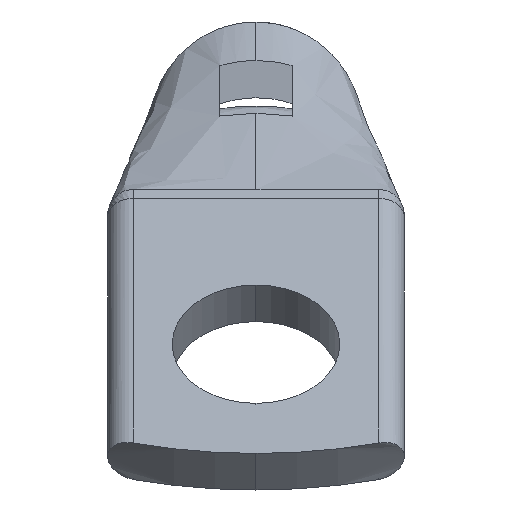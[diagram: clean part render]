
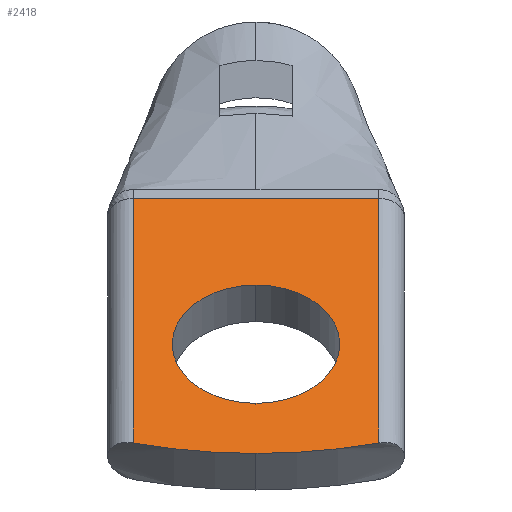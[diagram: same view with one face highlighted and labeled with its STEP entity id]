
A CAD part, top view. The second image highlights one B-rep face of the part: STEP entity #2418.
In plain terms, the highlighted planar face has unit normal (0, 0.707, 0.707).
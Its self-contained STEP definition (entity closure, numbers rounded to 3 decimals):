
#102 = EDGE_CURVE ( 'NONE', #2665, #2797, #2886, .T. ) ;
#167 = DIRECTION ( 'NONE',  ( 0., -0.707, 0.707 ) ) ;
#170 = CIRCLE ( 'NONE', #3389, 20. ) ;
#321 = DIRECTION ( 'NONE',  ( 0., -0.707, 0.707 ) ) ;
#339 = DIRECTION ( 'NONE',  ( 0., -0.707, -0.707 ) ) ;
#465 = VERTEX_POINT ( 'NONE', #2649 ) ;
#484 = ORIENTED_EDGE ( 'NONE', *, *, #2686, .F. ) ;
#498 = PLANE ( 'NONE',  #2471 ) ;
#525 = EDGE_LOOP ( 'NONE', ( #2437, #484, #2098, #1063, #1843 ) ) ;
#531 = CARTESIAN_POINT ( 'NONE',  ( -4.75, 1.646, 7.354 ) ) ;
#650 = VERTEX_POINT ( 'NONE', #1415 ) ;
#701 = EDGE_CURVE ( 'NONE', #650, #3507, #972, .T. ) ;
#703 = DIRECTION ( 'NONE',  ( 0., -0.707, 0.707 ) ) ;
#716 = VERTEX_POINT ( 'NONE', #879 ) ;
#719 = CARTESIAN_POINT ( 'NONE',  ( 0., -4.01, 13.01 ) ) ;
#770 = CARTESIAN_POINT ( 'NONE',  ( 4.75, 1.646, 7.354 ) ) ;
#797 = AXIS2_PLACEMENT_3D ( 'NONE', #2465, #339, #321 ) ;
#879 = CARTESIAN_POINT ( 'NONE',  ( 4.75, -7.848, 16.848 ) ) ;
#972 = CIRCLE ( 'NONE', #797, 20. ) ;
#974 = CIRCLE ( 'NONE', #3279, 3.25 ) ;
#1063 = ORIENTED_EDGE ( 'NONE', *, *, #3046, .T. ) ;
#1107 = CARTESIAN_POINT ( 'NONE',  ( 0., -6.308, 15.309 ) ) ;
#1123 = VECTOR ( 'NONE', #2141, 1000. ) ;
#1300 = CARTESIAN_POINT ( 'NONE',  ( 0., -4.01, 13.01 ) ) ;
#1343 = CARTESIAN_POINT ( 'NONE',  ( 0., 5.889, 3.111 ) ) ;
#1415 = CARTESIAN_POINT ( 'NONE',  ( 0., -8.253, 17.253 ) ) ;
#1484 = DIRECTION ( 'NONE',  ( -1., 0., 0. ) ) ;
#1490 = EDGE_CURVE ( 'NONE', #716, #650, #170, .T. ) ;
#1643 = CARTESIAN_POINT ( 'NONE',  ( 4.75, 1.646, 7.354 ) ) ;
#1677 = DIRECTION ( 'NONE',  ( 0., -0.707, 0.707 ) ) ;
#1749 = LINE ( 'NONE', #3395, #2304 ) ;
#1762 = CARTESIAN_POINT ( 'NONE',  ( 4.75, 1.646, 7.354 ) ) ;
#1793 = DIRECTION ( 'NONE',  ( 0., -0.707, 0.707 ) ) ;
#1843 = ORIENTED_EDGE ( 'NONE', *, *, #701, .F. ) ;
#1854 = FACE_BOUND ( 'NONE', #3064, .T. ) ;
#1904 = DIRECTION ( 'NONE',  ( 0., 0.707, 0.707 ) ) ;
#2061 = EDGE_CURVE ( 'NONE', #2797, #2665, #974, .T. ) ;
#2098 = ORIENTED_EDGE ( 'NONE', *, *, #3460, .T. ) ;
#2101 = DIRECTION ( 'NONE',  ( 0., -0.707, -0.707 ) ) ;
#2141 = DIRECTION ( 'NONE',  ( 0., -0.707, 0.707 ) ) ;
#2280 = LINE ( 'NONE', #531, #1123 ) ;
#2286 = CARTESIAN_POINT ( 'NONE',  ( -4.75, -7.848, 16.848 ) ) ;
#2304 = VECTOR ( 'NONE', #1484, 1000. ) ;
#2394 = ORIENTED_EDGE ( 'NONE', *, *, #102, .F. ) ;
#2409 = DIRECTION ( 'NONE',  ( 0., 0.707, 0.707 ) ) ;
#2411 = VERTEX_POINT ( 'NONE', #770 ) ;
#2418 = ADVANCED_FACE ( 'NONE', ( #3450, #1854 ), #498, .T. ) ;
#2437 = ORIENTED_EDGE ( 'NONE', *, *, #1490, .F. ) ;
#2465 = CARTESIAN_POINT ( 'NONE',  ( 0., 5.889, 3.111 ) ) ;
#2471 = AXIS2_PLACEMENT_3D ( 'NONE', #1643, #1904, #1677 ) ;
#2649 = CARTESIAN_POINT ( 'NONE',  ( -4.75, 1.646, 7.354 ) ) ;
#2665 = VERTEX_POINT ( 'NONE', #1107 ) ;
#2686 = EDGE_CURVE ( 'NONE', #2411, #716, #2791, .T. ) ;
#2699 = VECTOR ( 'NONE', #167, 1000. ) ;
#2791 = LINE ( 'NONE', #1762, #2699 ) ;
#2797 = VERTEX_POINT ( 'NONE', #2824 ) ;
#2824 = CARTESIAN_POINT ( 'NONE',  ( 0., -1.712, 10.712 ) ) ;
#2877 = DIRECTION ( 'NONE',  ( 0., 0.707, 0.707 ) ) ;
#2886 = CIRCLE ( 'NONE', #2943, 3.25 ) ;
#2943 = AXIS2_PLACEMENT_3D ( 'NONE', #1300, #2877, #1793 ) ;
#3046 = EDGE_CURVE ( 'NONE', #465, #3507, #2280, .T. ) ;
#3064 = EDGE_LOOP ( 'NONE', ( #2394, #3435 ) ) ;
#3177 = DIRECTION ( 'NONE',  ( 0., -0.707, 0.707 ) ) ;
#3279 = AXIS2_PLACEMENT_3D ( 'NONE', #719, #2409, #703 ) ;
#3389 = AXIS2_PLACEMENT_3D ( 'NONE', #1343, #2101, #3177 ) ;
#3395 = CARTESIAN_POINT ( 'NONE',  ( 4.75, 1.646, 7.354 ) ) ;
#3435 = ORIENTED_EDGE ( 'NONE', *, *, #2061, .F. ) ;
#3450 = FACE_OUTER_BOUND ( 'NONE', #525, .T. ) ;
#3460 = EDGE_CURVE ( 'NONE', #2411, #465, #1749, .T. ) ;
#3507 = VERTEX_POINT ( 'NONE', #2286 ) ;
